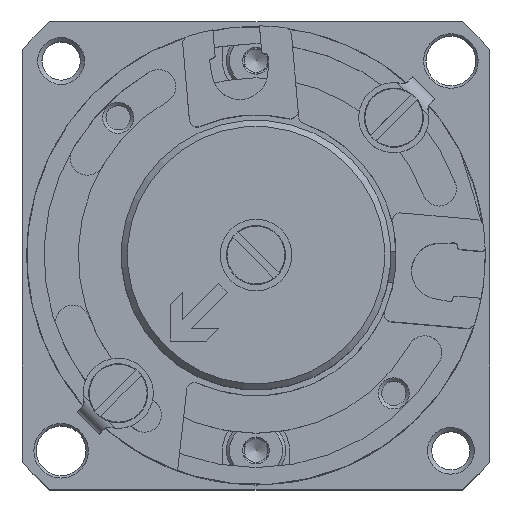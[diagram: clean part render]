
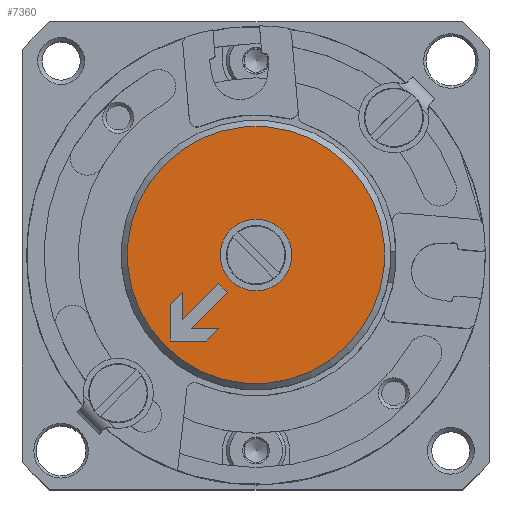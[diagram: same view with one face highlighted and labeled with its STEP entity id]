
A CAD part, top view. The second image highlights one B-rep face of the part: STEP entity #7360.
In plain terms, the highlighted face is planar.
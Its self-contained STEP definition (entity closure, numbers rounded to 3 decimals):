
#257=PLANE('',#8300);
#677=LINE('',#12671,#1174);
#678=LINE('',#12674,#1175);
#679=LINE('',#12676,#1176);
#680=LINE('',#12678,#1177);
#681=LINE('',#12680,#1178);
#682=LINE('',#12682,#1179);
#683=LINE('',#12684,#1180);
#684=LINE('',#12686,#1181);
#685=LINE('',#12688,#1182);
#1174=VECTOR('',#10273,1000.);
#1175=VECTOR('',#10274,1000.);
#1176=VECTOR('',#10275,1000.);
#1177=VECTOR('',#10276,1000.);
#1178=VECTOR('',#10277,1000.);
#1179=VECTOR('',#10278,1000.);
#1180=VECTOR('',#10279,1000.);
#1181=VECTOR('',#10280,1000.);
#1182=VECTOR('',#10281,1000.);
#1763=CIRCLE('',#8299,8.25);
#1764=CIRCLE('',#8301,2.3);
#3269=ORIENTED_EDGE('',*,*,#4611,.F.);
#3270=ORIENTED_EDGE('',*,*,#4612,.T.);
#3271=ORIENTED_EDGE('',*,*,#4613,.T.);
#3272=ORIENTED_EDGE('',*,*,#4614,.T.);
#3273=ORIENTED_EDGE('',*,*,#4615,.T.);
#3274=ORIENTED_EDGE('',*,*,#4616,.T.);
#3275=ORIENTED_EDGE('',*,*,#4617,.T.);
#3276=ORIENTED_EDGE('',*,*,#4618,.T.);
#3277=ORIENTED_EDGE('',*,*,#4619,.T.);
#3278=ORIENTED_EDGE('',*,*,#4620,.T.);
#3279=ORIENTED_EDGE('',*,*,#4610,.T.);
#4610=EDGE_CURVE('',#5391,#5391,#1763,.T.);
#4611=EDGE_CURVE('',#5392,#5392,#1764,.T.);
#4612=EDGE_CURVE('',#5393,#5394,#677,.T.);
#4613=EDGE_CURVE('',#5394,#5395,#678,.T.);
#4614=EDGE_CURVE('',#5395,#5396,#679,.T.);
#4615=EDGE_CURVE('',#5396,#5397,#680,.T.);
#4616=EDGE_CURVE('',#5397,#5398,#681,.T.);
#4617=EDGE_CURVE('',#5398,#5399,#682,.T.);
#4618=EDGE_CURVE('',#5399,#5400,#683,.T.);
#4619=EDGE_CURVE('',#5400,#5401,#684,.T.);
#4620=EDGE_CURVE('',#5401,#5393,#685,.T.);
#5391=VERTEX_POINT('',#12667);
#5392=VERTEX_POINT('',#12670);
#5393=VERTEX_POINT('',#12672);
#5394=VERTEX_POINT('',#12673);
#5395=VERTEX_POINT('',#12675);
#5396=VERTEX_POINT('',#12677);
#5397=VERTEX_POINT('',#12679);
#5398=VERTEX_POINT('',#12681);
#5399=VERTEX_POINT('',#12683);
#5400=VERTEX_POINT('',#12685);
#5401=VERTEX_POINT('',#12687);
#6089=EDGE_LOOP('',(#3269));
#6090=EDGE_LOOP('',(#3270,#3271,#3272,#3273,#3274,#3275,#3276,#3277,#3278));
#6091=EDGE_LOOP('',(#3279));
#6727=FACE_BOUND('',#6089,.T.);
#6728=FACE_BOUND('',#6090,.T.);
#6729=FACE_BOUND('',#6091,.T.);
#7360=ADVANCED_FACE('',(#6727,#6728,#6729),#257,.F.);
#8299=AXIS2_PLACEMENT_3D('',#12666,#10267,#10268);
#8300=AXIS2_PLACEMENT_3D('',#12668,#10269,#10270);
#8301=AXIS2_PLACEMENT_3D('',#12669,#10271,#10272);
#10267=DIRECTION('',(0.,0.,-1.));
#10268=DIRECTION('',(-1.,0.,0.));
#10269=DIRECTION('',(0.,0.,1.));
#10270=DIRECTION('',(1.,0.,0.));
#10271=DIRECTION('',(0.,0.,-1.));
#10272=DIRECTION('',(-1.,0.,0.));
#10273=DIRECTION('',(-0.707,0.707,0.));
#10274=DIRECTION('',(-0.707,-0.707,0.));
#10275=DIRECTION('',(0.,-1.,0.));
#10276=DIRECTION('',(0.707,0.707,0.));
#10277=DIRECTION('',(0.,-1.,0.));
#10278=DIRECTION('',(1.,0.,0.));
#10279=DIRECTION('',(0.,1.,0.));
#10280=DIRECTION('',(0.707,-0.707,0.));
#10281=DIRECTION('',(0.,1.,0.));
#12666=CARTESIAN_POINT('',(0.,0.,-13.7));
#12667=CARTESIAN_POINT('',(-8.25,0.,-13.7));
#12668=CARTESIAN_POINT('',(0.,8.25,-13.7));
#12669=CARTESIAN_POINT('',(0.,0.,-13.7));
#12670=CARTESIAN_POINT('',(-2.3,0.,-13.7));
#12671=CARTESIAN_POINT('',(1.65,6.15,-13.7));
#12672=CARTESIAN_POINT('',(1.65,6.15,-13.7));
#12673=CARTESIAN_POINT('',(0.,7.8,-13.7));
#12674=CARTESIAN_POINT('',(0.,7.8,-13.7));
#12675=CARTESIAN_POINT('',(-1.65,6.15,-13.7));
#12676=CARTESIAN_POINT('',(-1.65,6.15,-13.7));
#12677=CARTESIAN_POINT('',(-1.65,5.019,-13.7));
#12678=CARTESIAN_POINT('',(-1.65,5.019,-13.7));
#12679=CARTESIAN_POINT('',(-0.4,6.269,-13.7));
#12680=CARTESIAN_POINT('',(-0.4,6.269,-13.7));
#12681=CARTESIAN_POINT('',(-0.4,3.,-13.7));
#12682=CARTESIAN_POINT('',(0.,3.,-13.7));
#12683=CARTESIAN_POINT('',(0.4,3.,-13.7));
#12684=CARTESIAN_POINT('',(0.4,3.,-13.7));
#12685=CARTESIAN_POINT('',(0.4,6.269,-13.7));
#12686=CARTESIAN_POINT('',(0.4,6.269,-13.7));
#12687=CARTESIAN_POINT('',(1.65,5.019,-13.7));
#12688=CARTESIAN_POINT('',(1.65,5.019,-13.7));
